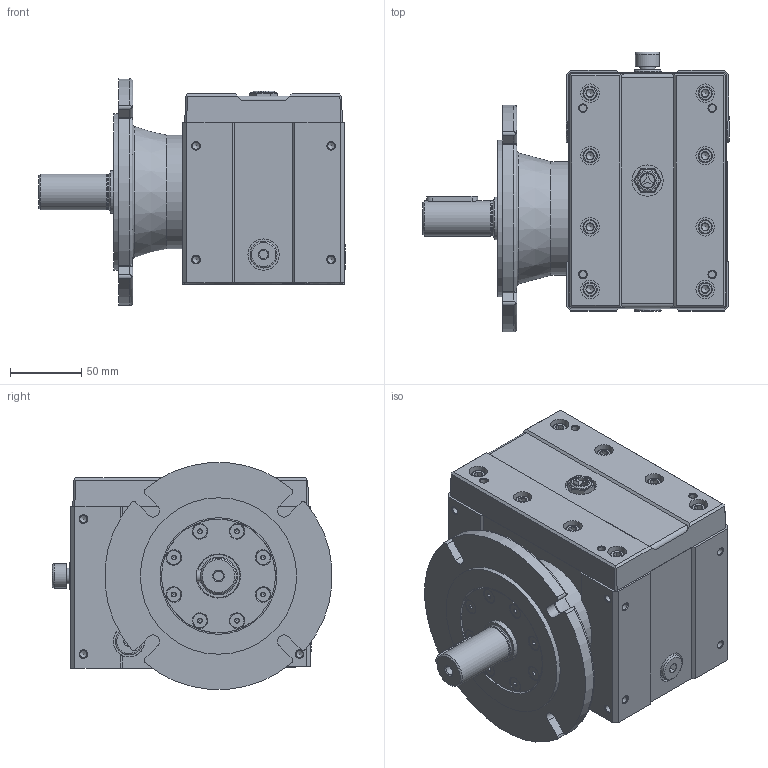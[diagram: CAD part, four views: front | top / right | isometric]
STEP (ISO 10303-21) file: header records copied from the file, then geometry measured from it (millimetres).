
FILE_DESCRIPTION( ( 'Unknown' ), '1' );
FILE_NAME( '3-1MG.stp', 'Unknown', ( 'Unknown' ), ( 'Unknown' ), 'PSStep 13.0', 'Unknown', ' ' );
FILE_SCHEMA( ( 'AUTOMOTIVE_DESIGN { 1 0 10303 214 1 1 1 1 }' ) );
Length unit declared in the file: millimetre
Products named in the file (1): Gehaeuse
Bounding box: 215.3 x 196.76 x 159.51 mm (x, y, z)
Volume: 2893064.4 mm3; surface area: 198435.4 mm2
Topology: 1 solids, 42 shells, 1021 faces, 2541 edges, 1643 vertices
Faces by surface type: plane 504, cone 262, cylinder 173, torus 66, sphere 16
Full cylindrical faces by diameter (mm): 5 x36, 5.5 x16, 6 x8, 6.6 x8, 6.8 x1, 7 x4, 10 x25, 11 x1, 13 x8, 14 x1, 17 x3, 19 x5, 22 x7, 24.6 x1, 25 x1, 30 x1, 31 x1, 47 x1, 50 x1, 80 x3, 82 x3, 110 x1
Entity records: 37442 total; most frequent: CARTESIAN_POINT 7513, DIRECTION 4538, ORIENTED_EDGE 3958, EDGE_CURVE 1979, AXIS2_PLACEMENT_3D 1773, VERTEX_POINT 1444, EDGE_LOOP 1437, FACE_OUTER_BOUND 1211
